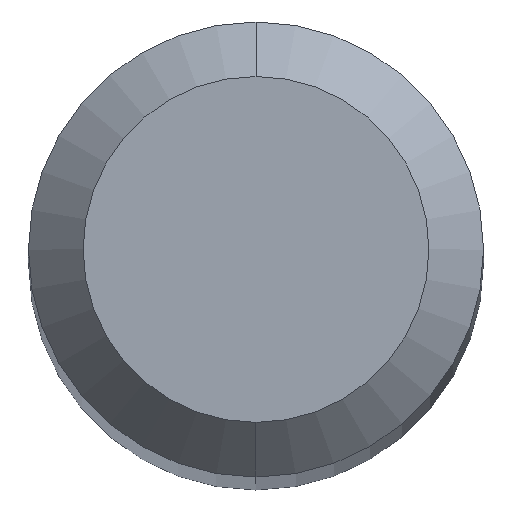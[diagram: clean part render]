
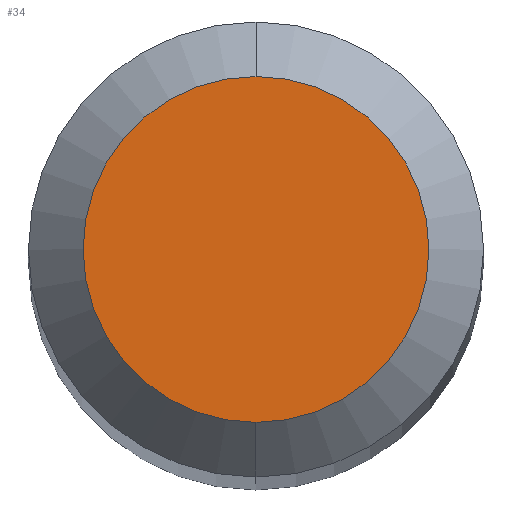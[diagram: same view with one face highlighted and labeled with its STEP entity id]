
A CAD part, top view. The second image highlights one B-rep face of the part: STEP entity #34.
In plain terms, the highlighted planar face has unit normal (0, 0, 1).
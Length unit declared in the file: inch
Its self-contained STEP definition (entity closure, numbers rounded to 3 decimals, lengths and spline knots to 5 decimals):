
#19 = DIRECTION ( 'NONE',  ( 0., 0., 1. ) ) ;
#21 = EDGE_CURVE ( 'NONE', #28, #524, #332, .T. ) ;
#28 = VERTEX_POINT ( 'NONE', #32 ) ;
#32 = CARTESIAN_POINT ( 'NONE',  ( 0., -0.0475, 0. ) ) ;
#34 = ADVANCED_FACE ( 'NONE', ( #368 ), #120, .F. ) ;
#97 = CIRCLE ( 'NONE', #323, 0.0475 ) ;
#120 = PLANE ( 'NONE',  #278 ) ;
#161 = DIRECTION ( 'NONE',  ( 0., 1., 0. ) ) ;
#162 = AXIS2_PLACEMENT_3D ( 'NONE', #166, #19, #326 ) ;
#166 = CARTESIAN_POINT ( 'NONE',  ( 0., 0., 0. ) ) ;
#177 = DIRECTION ( 'NONE',  ( 0., 0., 1. ) ) ;
#227 = EDGE_CURVE ( 'NONE', #524, #28, #97, .T. ) ;
#278 = AXIS2_PLACEMENT_3D ( 'NONE', #550, #282, #161 ) ;
#282 = DIRECTION ( 'NONE',  ( 0., 0., -1. ) ) ;
#315 = DIRECTION ( 'NONE',  ( 0., -1., 0. ) ) ;
#323 = AXIS2_PLACEMENT_3D ( 'NONE', #348, #177, #315 ) ;
#326 = DIRECTION ( 'NONE',  ( 0., -1., 0. ) ) ;
#332 = CIRCLE ( 'NONE', #162, 0.0475 ) ;
#348 = CARTESIAN_POINT ( 'NONE',  ( 0., 0., 0. ) ) ;
#368 = FACE_OUTER_BOUND ( 'NONE', #449, .T. ) ;
#440 = ORIENTED_EDGE ( 'NONE', *, *, #227, .T. ) ;
#449 = EDGE_LOOP ( 'NONE', ( #440, #540 ) ) ;
#474 = CARTESIAN_POINT ( 'NONE',  ( 0., 0.0475, 0. ) ) ;
#524 = VERTEX_POINT ( 'NONE', #474 ) ;
#540 = ORIENTED_EDGE ( 'NONE', *, *, #21, .T. ) ;
#550 = CARTESIAN_POINT ( 'NONE',  ( 0., 0.0475, 0. ) ) ;
